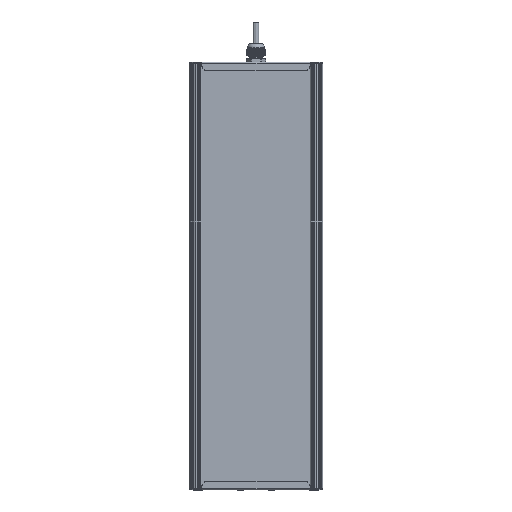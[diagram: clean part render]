
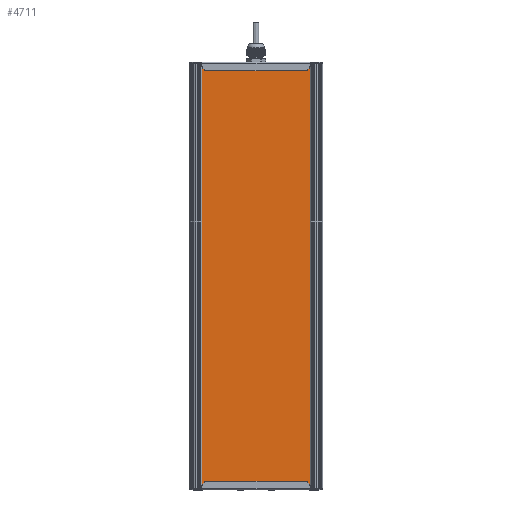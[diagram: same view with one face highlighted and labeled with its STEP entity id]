
A CAD part, front view. The second image highlights one B-rep face of the part: STEP entity #4711.
In plain terms, the highlighted face is planar.
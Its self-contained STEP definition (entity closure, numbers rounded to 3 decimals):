
#4711=ADVANCED_FACE('',(#15606),#15608,.T.);
#15606=FACE_BOUND('',#15607,.T.);
#15607=EDGE_LOOP('',(#46362,#46363,#46364,#46365));
#15608=PLANE('',#15609);
#15609=AXIS2_PLACEMENT_3D('',#15610,#15611,#15612);
#15610=CARTESIAN_POINT('',(2111.497,401.002,-34.582));
#15611=DIRECTION('',(0.,0.,-1.));
#15612=DIRECTION('',(0.,1.,0.));
#46362=ORIENTED_EDGE('',*,*,#55248,.F.);
#46363=ORIENTED_EDGE('',*,*,#55247,.T.);
#46364=ORIENTED_EDGE('',*,*,#55249,.F.);
#46365=ORIENTED_EDGE('',*,*,#55250,.F.);
#55247=EDGE_CURVE('',#61983,#61987,#61989,.T.);
#55248=EDGE_CURVE('',#61983,#61990,#61991,.T.);
#55249=EDGE_CURVE('',#61992,#61987,#61993,.T.);
#55250=EDGE_CURVE('',#61990,#61992,#61994,.T.);
#61983=VERTEX_POINT('',#82613);
#61987=VERTEX_POINT('',#82621);
#61989=LINE('',#82625,#82626);
#61990=VERTEX_POINT('',#82628);
#61991=LINE('',#82629,#82630);
#61992=VERTEX_POINT('',#82632);
#61993=LINE('',#82633,#82634);
#61994=LINE('',#82636,#82637);
#82613=CARTESIAN_POINT('',(2111.497,565.13,-34.582));
#82621=CARTESIAN_POINT('',(2707.497,565.13,-34.582));
#82625=CARTESIAN_POINT('',(2111.497,565.13,-34.582));
#82626=VECTOR('',#82627,1.);
#82627=DIRECTION('',(1.,0.,0.));
#82628=CARTESIAN_POINT('',(2111.497,401.002,-34.582));
#82629=CARTESIAN_POINT('',(2111.497,565.13,-34.582));
#82630=VECTOR('',#82631,1.);
#82631=DIRECTION('',(0.,-1.,0.));
#82632=CARTESIAN_POINT('',(2707.497,401.002,-34.582));
#82633=CARTESIAN_POINT('',(2707.497,401.002,-34.582));
#82634=VECTOR('',#82635,1.);
#82635=DIRECTION('',(0.,1.,0.));
#82636=CARTESIAN_POINT('',(2111.497,401.002,-34.582));
#82637=VECTOR('',#82638,1.);
#82638=DIRECTION('',(1.,0.,0.));
